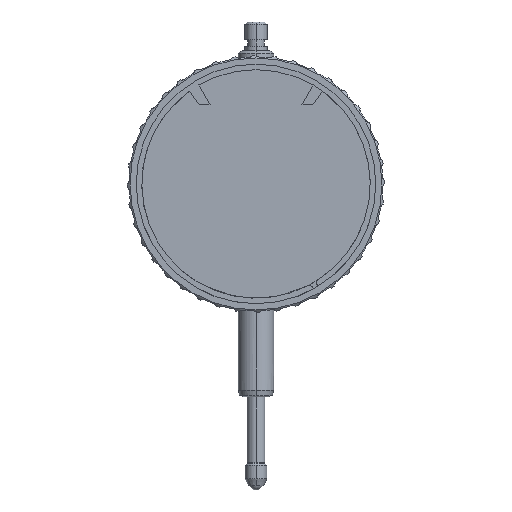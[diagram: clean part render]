
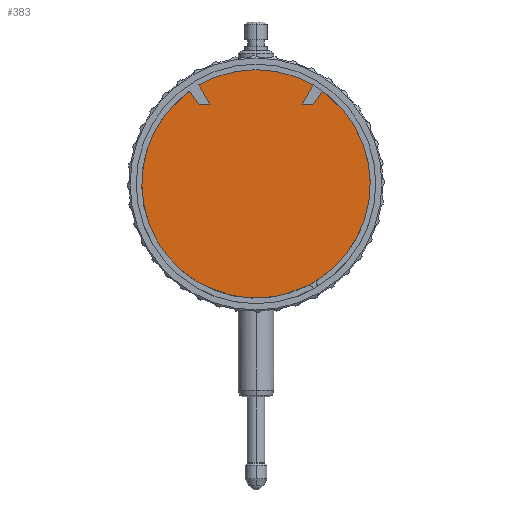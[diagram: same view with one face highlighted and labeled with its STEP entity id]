
A CAD part, front view. The second image highlights one B-rep face of the part: STEP entity #383.
In plain terms, the highlighted planar face has unit normal (0, -1, 0).
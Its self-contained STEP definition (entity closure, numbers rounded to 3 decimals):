
#383=ADVANCED_FACE('',(#1104),#1105,.F.);
#1104=FACE_OUTER_BOUND('',#1879,.T.);
#1105=PLANE('',#1880);
#1879=EDGE_LOOP('',(#4882,#4883,#4884,#4885,#4886,#4887,#4888,#4889,#4890,#4891,#4892,#4893));
#1880=AXIS2_PLACEMENT_3D('',#4894,#4895,#4896);
#4882=ORIENTED_EDGE('',*,*,#5254,.T.);
#4883=ORIENTED_EDGE('',*,*,#6189,.T.);
#4884=ORIENTED_EDGE('',*,*,#6190,.T.);
#4885=ORIENTED_EDGE('',*,*,#6191,.T.);
#4886=ORIENTED_EDGE('',*,*,#5260,.T.);
#4887=ORIENTED_EDGE('',*,*,#5262,.T.);
#4888=ORIENTED_EDGE('',*,*,#6192,.T.);
#4889=ORIENTED_EDGE('',*,*,#6193,.T.);
#4890=ORIENTED_EDGE('',*,*,#6194,.T.);
#4891=ORIENTED_EDGE('',*,*,#6195,.T.);
#4892=ORIENTED_EDGE('',*,*,#6196,.T.);
#4893=ORIENTED_EDGE('',*,*,#5264,.T.);
#4894=CARTESIAN_POINT('',(0.0,-13.8,0.0));
#4895=DIRECTION('',(0.0,1.0,0.0));
#4896=DIRECTION('',(-1.0,0.0,0.0));
#5254=EDGE_CURVE('',#6448,#6445,#6449,.T.);
#5260=EDGE_CURVE('',#6454,#6458,#6460,.T.);
#5262=EDGE_CURVE('',#6458,#6461,#6464,.T.);
#5264=EDGE_CURVE('',#6466,#6448,#6467,.T.);
#6189=EDGE_CURVE('',#6445,#7997,#7998,.T.);
#6190=EDGE_CURVE('',#7997,#7999,#8000,.T.);
#6191=EDGE_CURVE('',#7999,#6454,#8001,.T.);
#6192=EDGE_CURVE('',#6461,#8002,#8003,.T.);
#6193=EDGE_CURVE('',#8002,#8004,#8005,.T.);
#6194=EDGE_CURVE('',#8004,#8006,#8007,.T.);
#6195=EDGE_CURVE('',#8006,#8008,#8009,.T.);
#6196=EDGE_CURVE('',#8008,#6466,#8010,.T.);
#6445=VERTEX_POINT('',#8211);
#6448=VERTEX_POINT('',#8215);
#6449=CIRCLE('',#8216,0.875);
#6454=VERTEX_POINT('',#8222);
#6458=VERTEX_POINT('',#8227);
#6460=CIRCLE('',#8230,0.875);
#6461=VERTEX_POINT('',#8231);
#6464=CIRCLE('',#8235,25.75);
#6466=VERTEX_POINT('',#8237);
#6467=CIRCLE('',#8238,25.75);
#7997=VERTEX_POINT('',#13427);
#7998=CIRCLE('',#13428,0.875);
#7999=VERTEX_POINT('',#13429);
#8000=CIRCLE('',#13430,27.0);
#8001=CIRCLE('',#13431,0.875);
#8002=VERTEX_POINT('',#13432);
#8003=CIRCLE('',#13433,25.75);
#8004=VERTEX_POINT('',#13434);
#8005=LINE('',#13435,#13436);
#8006=VERTEX_POINT('',#13437);
#8007=LINE('',#13438,#13439);
#8008=VERTEX_POINT('',#13440);
#8009=LINE('',#13441,#13442);
#8010=CIRCLE('',#13443,25.75);
#8211=CARTESIAN_POINT('',(-13.812,-13.8,-22.723));
#8215=CARTESIAN_POINT('',(-14.091,-13.8,-21.553));
#8216=AXIS2_PLACEMENT_3D('',#13686,#13687,#13688);
#8222=CARTESIAN_POINT('',(-12.772,-13.8,-23.323));
#8227=CARTESIAN_POINT('',(-11.62,-13.8,-22.979));
#8230=AXIS2_PLACEMENT_3D('',#13698,#13699,#13700);
#8231=CARTESIAN_POINT('',(22.3,-13.8,12.875));
#8235=AXIS2_PLACEMENT_3D('',#13702,#13703,#13704);
#8237=CARTESIAN_POINT('',(-22.3,-13.8,-12.875));
#8238=AXIS2_PLACEMENT_3D('',#13708,#13709,#13710);
#13427=CARTESIAN_POINT('',(-14.102,-13.8,-23.025));
#13428=AXIS2_PLACEMENT_3D('',#14755,#14756,#14757);
#13429=CARTESIAN_POINT('',(-12.889,-13.8,-23.725));
#13430=AXIS2_PLACEMENT_3D('',#14758,#14759,#14760);
#13431=AXIS2_PLACEMENT_3D('',#14761,#14762,#14763);
#13432=CARTESIAN_POINT('',(14.979,-13.8,20.945));
#13433=AXIS2_PLACEMENT_3D('',#14764,#14765,#14766);
#13434=CARTESIAN_POINT('',(12.821,-13.8,17.927));
#13435=CARTESIAN_POINT('',(6.95,-13.8,9.718));
#13436=VECTOR('',#14767,1.);
#13437=CARTESIAN_POINT('',(10.35,-13.8,17.927));
#13438=CARTESIAN_POINT('',(5.793,-13.8,17.927));
#13439=VECTOR('',#14768,1.0);
#13440=CARTESIAN_POINT('',(12.875,-13.8,22.3));
#13441=CARTESIAN_POINT('',(5.806,-13.8,10.057));
#13442=VECTOR('',#14769,1.);
#13443=AXIS2_PLACEMENT_3D('',#14770,#14771,#14772);
#13686=CARTESIAN_POINT('',(-14.569,-13.8,-22.285));
#13687=DIRECTION('',(0.0,1.0,0.0));
#13688=DIRECTION('',(0.866,-0.0,-0.5));
#13698=CARTESIAN_POINT('',(-12.015,-13.8,-23.76));
#13699=DIRECTION('',(0.0,1.0,0.0));
#13700=DIRECTION('',(0.866,-0.0,-0.5));
#13702=CARTESIAN_POINT('',(0.,-13.8,0.));
#13703=DIRECTION('',(0.0,-1.0,0.0));
#13704=DIRECTION('',(0.866,0.0,0.5));
#13708=CARTESIAN_POINT('',(0.,-13.8,0.));
#13709=DIRECTION('',(0.0,-1.0,0.0));
#13710=DIRECTION('',(0.866,0.0,0.5));
#14755=CARTESIAN_POINT('',(-14.569,-13.8,-22.285));
#14756=DIRECTION('',(0.0,1.0,0.0));
#14757=DIRECTION('',(0.866,-0.0,-0.5));
#14758=CARTESIAN_POINT('',(0.0,-13.8,0.0));
#14759=DIRECTION('',(0.0,-1.0,0.0));
#14760=DIRECTION('',(-1.0,0.0,0.0));
#14761=CARTESIAN_POINT('',(-12.015,-13.8,-23.76));
#14762=DIRECTION('',(0.0,1.0,0.0));
#14763=DIRECTION('',(0.866,-0.0,-0.5));
#14764=CARTESIAN_POINT('',(0.,-13.8,0.));
#14765=DIRECTION('',(0.0,-1.0,0.0));
#14766=DIRECTION('',(0.866,0.0,0.5));
#14767=DIRECTION('',(-0.582,0.0,-0.813));
#14768=DIRECTION('',(-1.0,0.0,0.));
#14769=DIRECTION('',(0.5,0.0,0.866));
#14770=CARTESIAN_POINT('',(0.,-13.8,0.));
#14771=DIRECTION('',(0.0,-1.0,0.0));
#14772=DIRECTION('',(0.866,0.0,0.5));
